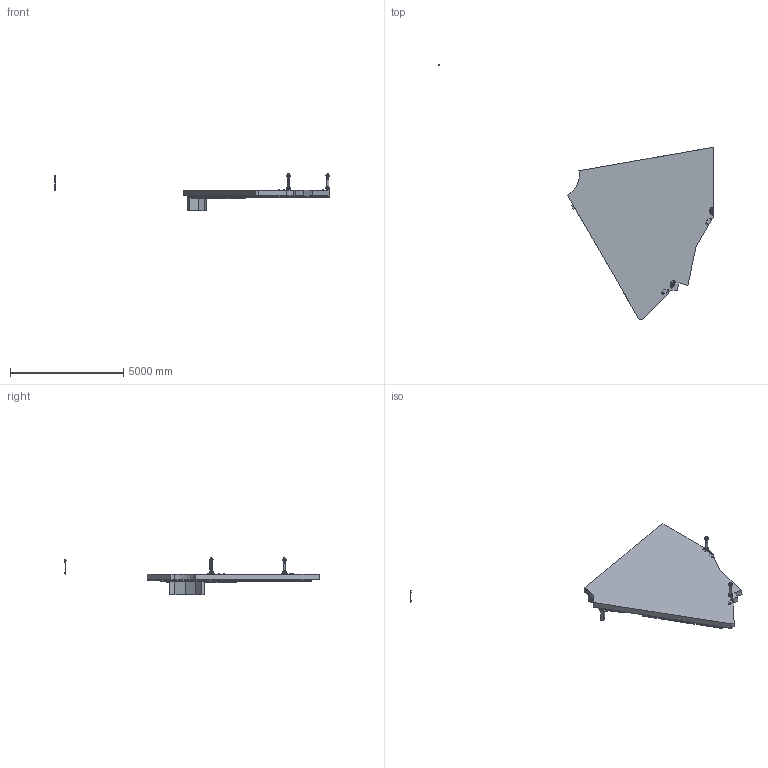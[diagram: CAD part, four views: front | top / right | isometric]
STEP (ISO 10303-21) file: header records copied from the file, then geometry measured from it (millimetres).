
FILE_DESCRIPTION (( 'STEP AP214' ), '1' );
FILE_NAME ('Integration of the YE2 and YE3 with RE31_03042017.STEP', '2017-04-03T07:56:17', ( '' ), ( '' ), 'SwSTEP 2.0', 'SolidWorks 2014', '' );
FILE_SCHEMA (( 'AUTOMOTIVE_DESIGN' ));
Length unit declared in the file: millimetre
Products named in the file (59): CHAM_DN_11_1_1_3; EMU2 disk shielding_1_1_3; SMALL; CHAM_DN_9_1_1_3; EMU2 disk shielding Pb_1_1_3; Bracket_small -outer _4_3; CHAM_UP_5_1_1_3; EMU2 shielding assembly_1_1_3; Bracket_small -outer _3_3; CHAM_DN_5_1_1_3; Bracket_small -outer _2_3; CHAM_UP_10_1_1_3; Bracket_small -outer_3; CHAM_UP_11_1_1_3; Bracket_small_inner_2_3; CHAM_DN_10_1_1_3; Bracket_small_right_3; AssemRE31_1_1_3; YE+3 chambers IP side_1_1_3; Bracket_M16_onYE (2)_3; RE31chamber_1_1_3; CHAM_UP_4_1_1_3; Bracket_Slot_onYE_3; scheme_FEB_1_3; CHAM_UP_3_1_1_3; Bracket_M12.5_onYE_3; CHAM_DN_12_1_1_3; Bracket_M16_offYE_3; Product_6_1_1_3; CHAM_DN_6_1_1_3; Bracket_M12.5_offYE_3; Mounting posts M12_1_1_3; CHAM_UP_6_1_1_3; YE3 assembly_inspection_1_1_3; YE2 spacer ring Shielding_1_1_1_3; CHAM_DN_7_1_1_3; YE3MODEL_1_1_1_3; Bracket_onyokechamber; CHAM_UP_7_1_1_3; EDMU2 Shielding assembly_1_1_3 ...
Assembly tree (60 placements, depth 5):
  CHAM_DN_11_1_1_3
  CHAM_DN_9_1_1_3
  CHAM_UP_5_1_1_3
  CHAM_UP_10_1_1_3
  CHAM_UP_11_1_1_3
Bounding box: 12165.73 x 11241.4 x 1641.54 mm (x, y, z)
Volume: 9091219281.4 mm3; surface area: 153175290.6 mm2
Topology: 93 solids, 141 shells, 2108 faces, 4908 edges, 3226 vertices
Faces by surface type: plane 1033, cylinder 788, cone 212, bspline 47, torus 20, sphere 8
Entity records: 85350 total; most frequent: CARTESIAN_POINT 24271, DIRECTION 8857, ORIENTED_EDGE 7977, EDGE_CURVE 3994, AXIS2_PLACEMENT_3D 3317, VERTEX_POINT 2623, LINE 2223, VECTOR 2223
